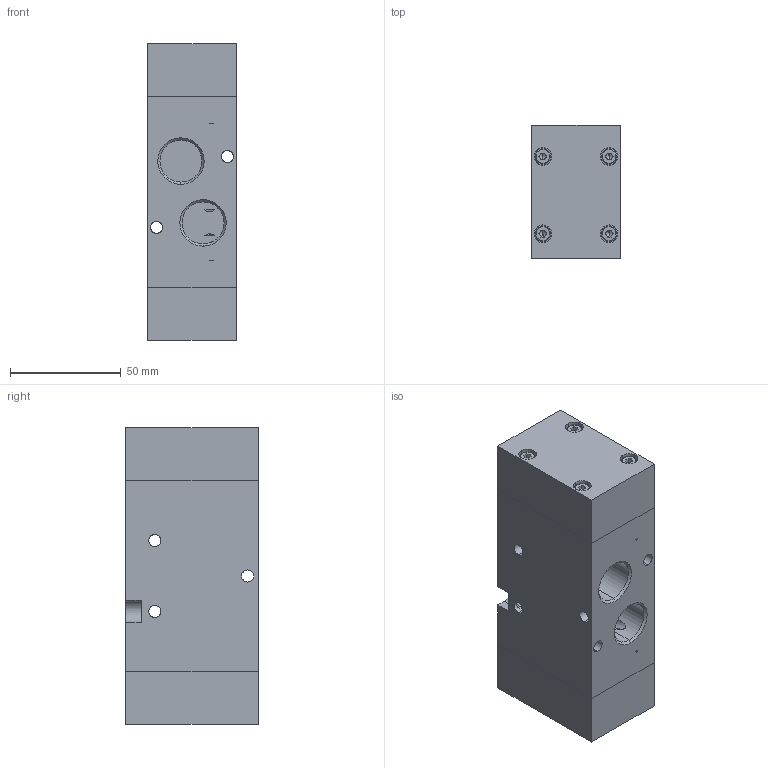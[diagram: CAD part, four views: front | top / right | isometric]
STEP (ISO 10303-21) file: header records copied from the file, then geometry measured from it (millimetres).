
FILE_DESCRIPTION (( 'STEP AP214' ), '1' );
FILE_NAME ('02_001_4.STEP', '2015-12-22T07:42:30', ( '' ), ( '' ), 'SwSTEP 2.0', 'SolidWorks 2016', '' );
FILE_SCHEMA (( 'AUTOMOTIVE_DESIGN' ));
Length unit declared in the file: millimetre
Products named in the file (1): 02_001_4
Bounding box: 40 x 60 x 134 mm (x, y, z)
Volume: 298551.5 mm3; surface area: 51920.8 mm2
Topology: 11 solids, 11 shells, 422 faces, 966 edges, 592 vertices
Faces by surface type: plane 206, cylinder 136, cone 40, torus 28, sphere 12
Entity records: 12994 total; most frequent: DIRECTION 2119, CARTESIAN_POINT 2115, ORIENTED_EDGE 1840, EDGE_CURVE 920, AXIS2_PLACEMENT_3D 804, VERTEX_POINT 574, LINE 511, VECTOR 511
